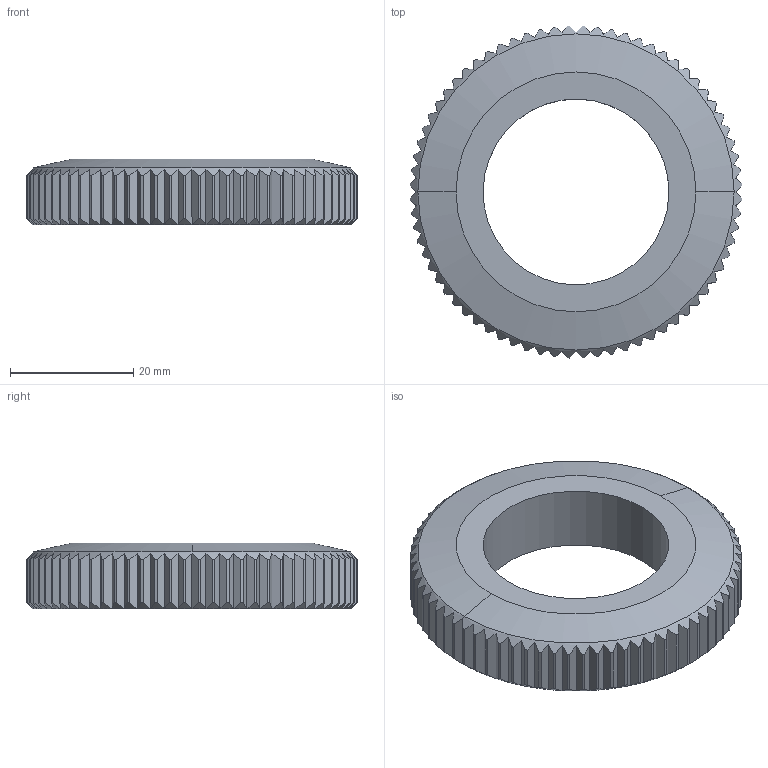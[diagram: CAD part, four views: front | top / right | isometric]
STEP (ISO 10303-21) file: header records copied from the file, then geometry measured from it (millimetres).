
FILE_DESCRIPTION(('Creo Elements/Direct Modeling STEP Export'),'2;1');
FILE_NAME('Anfrage.stp','2023-03-16T 7:17:30',(''),(''),'Creo Elements/Direct Modeling STEP processor for AP214 (Solid Model)','Creo Elements/Direct Modeling 20.4A 18-Oct-2021 (C) Parametric Technology GmbH','');
FILE_SCHEMA(('AUTOMOTIVE_DESIGN { 1 0 10303 214 1 1 1 1 }'));
Length unit declared in the file: millimetre
Products named in the file (1): Anfrage
Bounding box: 53.96 x 53.96 x 10.7 mm (x, y, z)
Volume: 15122.2 mm3; surface area: 5940.4 mm2
Topology: 1 solids, 1 shells, 296 faces, 734 edges, 440 vertices
Faces by surface type: plane 146, cone 76, cylinder 74
Entity records: 10594 total; most frequent: CARTESIAN_POINT 4741, ORIENTED_EDGE 1468, DIRECTION 892, EDGE_CURVE 734, VERTEX_POINT 440, AXIS2_PLACEMENT_3D 335, EDGE_LOOP 298, FACE_OUTER_BOUND 296
